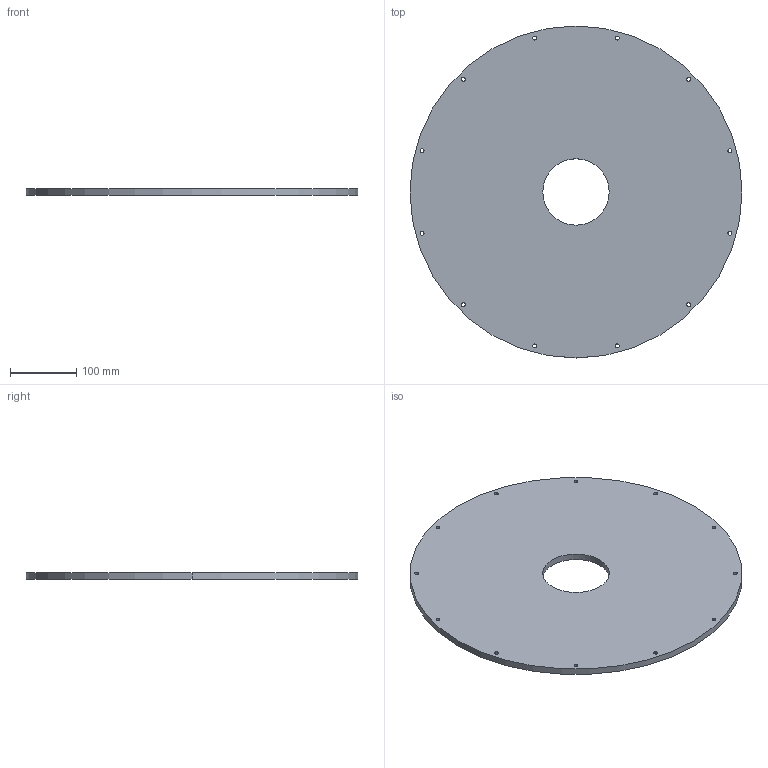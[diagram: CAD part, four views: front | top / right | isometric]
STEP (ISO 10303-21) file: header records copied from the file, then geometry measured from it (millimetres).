
FILE_DESCRIPTION(('CoCreate Modeling STEP Export'),'2;1');
FILE_NAME('m74.stp','2011-05-24T12:52:57',(''),(''),'CoCreate Modeling STEP processor for AP214 (Solid Model)','CoCreate Modeling 18.0P1120 20-Nov-2010 (C) Parametric Technology GmbH','');
FILE_SCHEMA(('AUTOMOTIVE_DESIGN { 1 0 10303 214 1 1 1 1 }'));
Length unit declared in the file: millimetre
Products named in the file (1): BODY_48____SOL2548_-_WSP_CARTER.PRT
Bounding box: 500 x 500 x 10 mm (x, y, z)
Volume: 1881562.7 mm3; surface area: 397424 mm2
Topology: 1 solids, 1 shells, 30 faces, 89 edges, 61 vertices
Faces by surface type: cylinder 28, plane 2
Entity records: 963 total; most frequent: ORIENTED_EDGE 178, CARTESIAN_POINT 148, DIRECTION 146, EDGE_CURVE 89, VERTEX_POINT 61, AXIS2_PLACEMENT_3D 59, EDGE_LOOP 56, FACE_OUTER_BOUND 30
